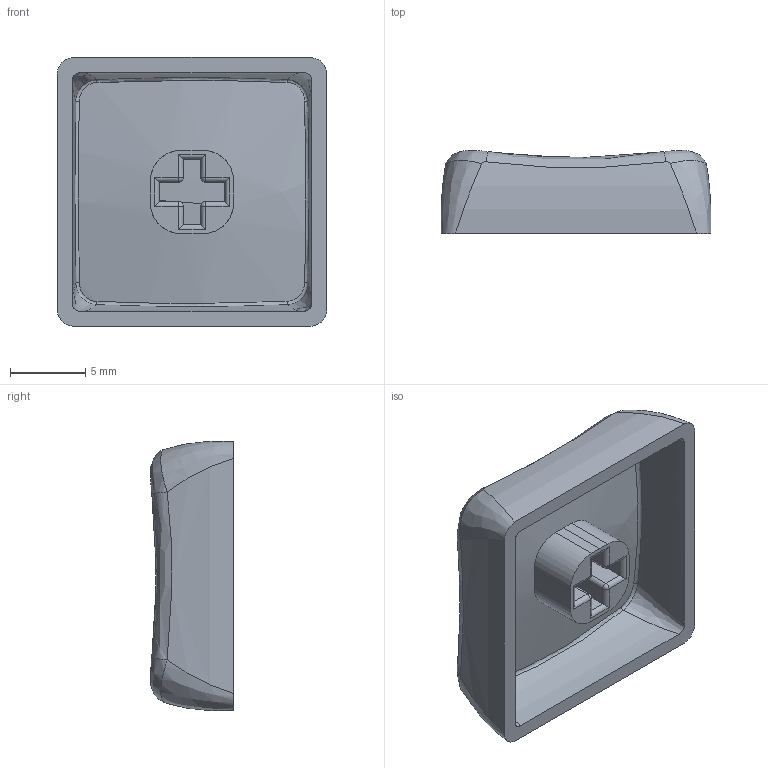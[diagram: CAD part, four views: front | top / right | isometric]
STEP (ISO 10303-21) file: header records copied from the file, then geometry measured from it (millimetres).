
FILE_DESCRIPTION(/* description */ (''),/* implementation_level */ '2;1');
FILE_NAME(/* name */ 'MX-1u.step',/* time_stamp */ '2022-10-28T22:55:44+03:00',/* author */ (''),/* organization */ (''),/* preprocessor_version */ 'ST-DEVELOPER v19.2',/* originating_system */ 'Autodesk Translation Framework v11.17.0.187',/* authorisation */ '');
FILE_SCHEMA (('AUTOMOTIVE_DESIGN { 1 0 10303 214 3 1 1 }'));
Length unit declared in the file: millimetre
Products named in the file (1): MX-1u
Bounding box: 17.89 x 5.48 x 17.86 mm (x, y, z)
Volume: 652.9 mm3; surface area: 1276 mm2
Topology: 1 solids, 1 shells, 81 faces, 196 edges, 120 vertices
Faces by surface type: bspline 29, cylinder 28, plane 20, sphere 4
Entity records: 3806 total; most frequent: CARTESIAN_POINT 2094, ORIENTED_EDGE 392, DIRECTION 276, EDGE_CURVE 196, VERTEX_POINT 120, AXIS2_PLACEMENT_3D 106, EDGE_LOOP 84, FACE_OUTER_BOUND 81
